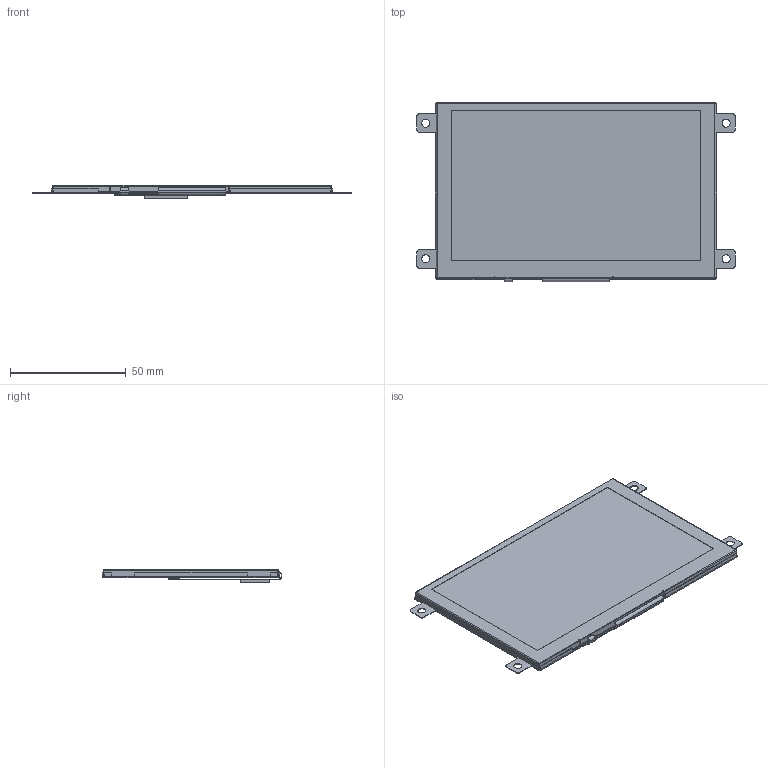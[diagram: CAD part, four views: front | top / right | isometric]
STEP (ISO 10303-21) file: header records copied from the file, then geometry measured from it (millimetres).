
FILE_DESCRIPTION(/* description */ (''),/* implementation_level */ '2;1');
FILE_NAME(/* name */ 'RVT50HQTFWN00_Rev.1.0.stp',/* time_stamp */ '2020-09-21T12:47:08+02:00',/* author */ ('Mateusz Natywa'),/* organization */ (''),/* preprocessor_version */ 'ST-DEVELOPER v17',/* originating_system */ 'Autodesk Inventor 2019',/* authorisation */ '');
FILE_SCHEMA (('AUTOMOTIVE_DESIGN { 1 0 10303 214 3 1 1 }'));
Length unit declared in the file: millimetre
Products named in the file (7): RVT50HQTFWN00_Rev.1.0; FRAME; ebe00004; DST; TFT; DISP; FPC
Assembly tree (6 placements, depth 3):
  RVT50HQTFWN00_Rev.1.0
    FRAME
      ebe00004
      DST
    TFT
      DISP
      FPC
Bounding box: 137.5 x 77.47 x 5.63 mm (x, y, z)
Volume: 30842.6 mm3; surface area: 57987 mm2
Topology: 4 solids, 4 shells, 317 faces, 915 edges, 608 vertices
Faces by surface type: plane 278, cylinder 33, sphere 4, bspline 2
Full cylindrical faces by diameter (mm): 3.5 x4
Entity records: 10630 total; most frequent: CARTESIAN_POINT 1915, ORIENTED_EDGE 1830, DIRECTION 1645, EDGE_CURVE 915, LINE 833, VECTOR 833, VERTEX_POINT 608, AXIS2_PLACEMENT_3D 406
